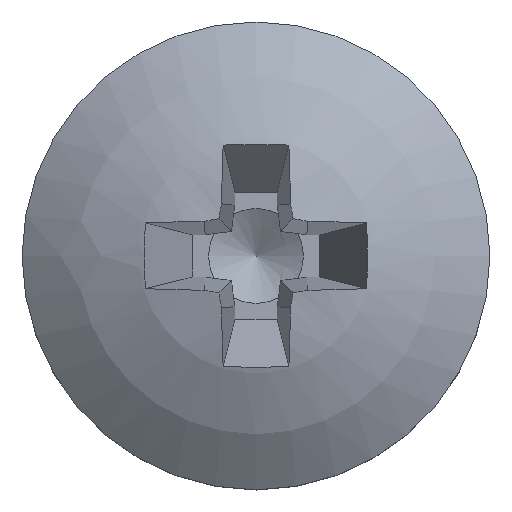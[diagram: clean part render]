
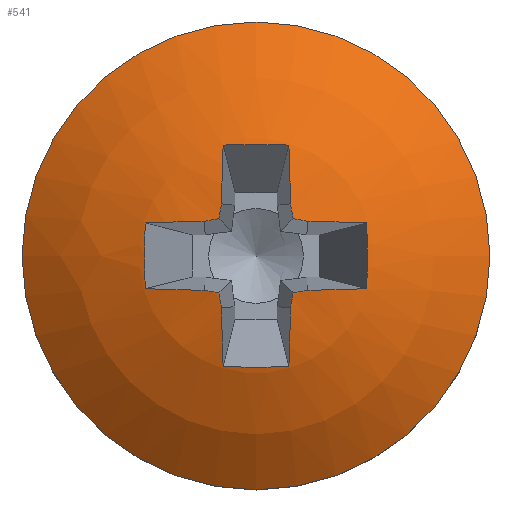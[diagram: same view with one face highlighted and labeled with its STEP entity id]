
A CAD part, top view. The second image highlights one B-rep face of the part: STEP entity #541.
In plain terms, the highlighted spherical face has radius 3.2 mm.
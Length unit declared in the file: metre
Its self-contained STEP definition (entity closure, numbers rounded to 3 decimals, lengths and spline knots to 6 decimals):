
#32=SPHERICAL_SURFACE('',#591,0.0032);
#159=ORIENTED_EDGE('',*,*,#315,.T.);
#160=ORIENTED_EDGE('',*,*,#316,.T.);
#161=ORIENTED_EDGE('',*,*,#317,.F.);
#162=ORIENTED_EDGE('',*,*,#318,.F.);
#163=ORIENTED_EDGE('',*,*,#319,.F.);
#164=ORIENTED_EDGE('',*,*,#320,.T.);
#165=ORIENTED_EDGE('',*,*,#321,.T.);
#166=ORIENTED_EDGE('',*,*,#322,.F.);
#167=ORIENTED_EDGE('',*,*,#323,.T.);
#168=ORIENTED_EDGE('',*,*,#324,.T.);
#169=ORIENTED_EDGE('',*,*,#325,.F.);
#170=ORIENTED_EDGE('',*,*,#326,.T.);
#171=ORIENTED_EDGE('',*,*,#327,.F.);
#172=ORIENTED_EDGE('',*,*,#328,.T.);
#173=ORIENTED_EDGE('',*,*,#329,.T.);
#174=ORIENTED_EDGE('',*,*,#330,.F.);
#175=ORIENTED_EDGE('',*,*,#331,.T.);
#176=ORIENTED_EDGE('',*,*,#332,.F.);
#177=ORIENTED_EDGE('',*,*,#333,.F.);
#178=ORIENTED_EDGE('',*,*,#334,.F.);
#179=ORIENTED_EDGE('',*,*,#335,.F.);
#315=EDGE_CURVE('',#393,#394,#433,.F.);
#316=EDGE_CURVE('',#394,#395,#434,.F.);
#317=EDGE_CURVE('',#396,#395,#435,.T.);
#318=EDGE_CURVE('',#397,#396,#436,.T.);
#319=EDGE_CURVE('',#398,#397,#437,.T.);
#320=EDGE_CURVE('',#398,#399,#438,.F.);
#321=EDGE_CURVE('',#399,#400,#439,.F.);
#322=EDGE_CURVE('',#401,#400,#440,.T.);
#323=EDGE_CURVE('',#401,#402,#441,.F.);
#324=EDGE_CURVE('',#402,#403,#442,.F.);
#325=EDGE_CURVE('',#404,#403,#443,.T.);
#326=EDGE_CURVE('',#404,#405,#444,.F.);
#327=EDGE_CURVE('',#406,#405,#445,.T.);
#328=EDGE_CURVE('',#406,#407,#446,.F.);
#329=EDGE_CURVE('',#407,#408,#447,.F.);
#330=EDGE_CURVE('',#409,#408,#448,.T.);
#331=EDGE_CURVE('',#409,#410,#449,.F.);
#332=EDGE_CURVE('',#411,#410,#450,.T.);
#333=EDGE_CURVE('',#412,#411,#451,.T.);
#334=EDGE_CURVE('',#393,#412,#452,.T.);
#335=EDGE_CURVE('',#413,#413,#453,.T.);
#393=VERTEX_POINT('',#857);
#394=VERTEX_POINT('',#858);
#395=VERTEX_POINT('',#860);
#396=VERTEX_POINT('',#862);
#397=VERTEX_POINT('',#864);
#398=VERTEX_POINT('',#866);
#399=VERTEX_POINT('',#868);
#400=VERTEX_POINT('',#870);
#401=VERTEX_POINT('',#872);
#402=VERTEX_POINT('',#874);
#403=VERTEX_POINT('',#876);
#404=VERTEX_POINT('',#878);
#405=VERTEX_POINT('',#880);
#406=VERTEX_POINT('',#882);
#407=VERTEX_POINT('',#884);
#408=VERTEX_POINT('',#886);
#409=VERTEX_POINT('',#888);
#410=VERTEX_POINT('',#890);
#411=VERTEX_POINT('',#892);
#412=VERTEX_POINT('',#894);
#413=VERTEX_POINT('',#897);
#433=CIRCLE('',#592,0.003199);
#434=CIRCLE('',#593,0.0032);
#435=CIRCLE('',#594,0.0032);
#436=CIRCLE('',#595,0.003199);
#437=CIRCLE('',#596,0.003161);
#438=CIRCLE('',#597,0.003199);
#439=CIRCLE('',#598,0.0032);
#440=CIRCLE('',#599,0.0032);
#441=CIRCLE('',#600,0.003199);
#442=CIRCLE('',#601,0.003161);
#443=CIRCLE('',#602,0.003199);
#444=CIRCLE('',#603,0.0032);
#445=CIRCLE('',#604,0.0032);
#446=CIRCLE('',#605,0.003199);
#447=CIRCLE('',#606,0.003161);
#448=CIRCLE('',#607,0.003199);
#449=CIRCLE('',#608,0.0032);
#450=CIRCLE('',#609,0.0032);
#451=CIRCLE('',#610,0.003199);
#452=CIRCLE('',#611,0.003161);
#453=CIRCLE('',#612,0.002);
#463=EDGE_LOOP('',(#159,#160,#161,#162,#163,#164,#165,#166,#167,#168,#169,
#170,#171,#172,#173,#174,#175,#176,#177,#178));
#464=EDGE_LOOP('',(#179));
#501=FACE_BOUND('',#463,.T.);
#502=FACE_BOUND('',#464,.T.);
#541=ADVANCED_FACE('',(#501,#502),#32,.T.);
#591=AXIS2_PLACEMENT_3D('',#855,#679,#680);
#592=AXIS2_PLACEMENT_3D('',#856,#681,#682);
#593=AXIS2_PLACEMENT_3D('',#859,#683,#684);
#594=AXIS2_PLACEMENT_3D('',#861,#685,#686);
#595=AXIS2_PLACEMENT_3D('',#863,#687,#688);
#596=AXIS2_PLACEMENT_3D('',#865,#689,#690);
#597=AXIS2_PLACEMENT_3D('',#867,#691,#692);
#598=AXIS2_PLACEMENT_3D('',#869,#693,#694);
#599=AXIS2_PLACEMENT_3D('',#871,#695,#696);
#600=AXIS2_PLACEMENT_3D('',#873,#697,#698);
#601=AXIS2_PLACEMENT_3D('',#875,#699,#700);
#602=AXIS2_PLACEMENT_3D('',#877,#701,#702);
#603=AXIS2_PLACEMENT_3D('',#879,#703,#704);
#604=AXIS2_PLACEMENT_3D('',#881,#705,#706);
#605=AXIS2_PLACEMENT_3D('',#883,#707,#708);
#606=AXIS2_PLACEMENT_3D('',#885,#709,#710);
#607=AXIS2_PLACEMENT_3D('',#887,#711,#712);
#608=AXIS2_PLACEMENT_3D('',#889,#713,#714);
#609=AXIS2_PLACEMENT_3D('',#891,#715,#716);
#610=AXIS2_PLACEMENT_3D('',#893,#717,#718);
#611=AXIS2_PLACEMENT_3D('',#895,#719,#720);
#612=AXIS2_PLACEMENT_3D('',#896,#721,#722);
#679=DIRECTION('',(0.,0.,-1.));
#680=DIRECTION('',(-1.,0.,0.));
#681=DIRECTION('',(0.,0.993,0.122));
#682=DIRECTION('',(0.,-0.122,0.993));
#683=DIRECTION('',(-0.16,0.98,0.122));
#684=DIRECTION('',(-0.987,-0.161,0.));
#685=DIRECTION('',(-0.98,0.16,0.122));
#686=DIRECTION('',(-0.161,-0.987,0.));
#687=DIRECTION('',(-0.993,0.,0.122));
#688=DIRECTION('',(0.122,0.,0.993));
#689=DIRECTION('',(0.,0.896,0.443));
#690=DIRECTION('',(0.,-0.443,0.896));
#691=DIRECTION('',(0.993,0.,0.122));
#692=DIRECTION('',(0.122,0.,-0.993));
#693=DIRECTION('',(0.98,0.16,0.122));
#694=DIRECTION('',(-0.161,0.987,0.));
#695=DIRECTION('',(0.16,0.98,0.122));
#696=DIRECTION('',(-0.987,0.161,0.));
#697=DIRECTION('',(0.,0.993,0.122));
#698=DIRECTION('',(0.,-0.122,0.993));
#699=DIRECTION('',(0.896,0.,0.443));
#700=DIRECTION('',(0.443,0.,-0.896));
#701=DIRECTION('',(0.,-0.993,0.122));
#702=DIRECTION('',(0.,-0.122,-0.993));
#703=DIRECTION('',(0.16,-0.98,0.122));
#704=DIRECTION('',(0.987,0.161,0.));
#705=DIRECTION('',(0.98,-0.16,0.122));
#706=DIRECTION('',(0.161,0.987,0.));
#707=DIRECTION('',(0.993,0.,0.122));
#708=DIRECTION('',(0.122,0.,-0.993));
#709=DIRECTION('',(0.,-0.896,0.443));
#710=DIRECTION('',(0.,-0.443,-0.896));
#711=DIRECTION('',(-0.993,0.,0.122));
#712=DIRECTION('',(0.122,0.,0.993));
#713=DIRECTION('',(-0.98,-0.16,0.122));
#714=DIRECTION('',(0.161,-0.987,0.));
#715=DIRECTION('',(-0.16,-0.98,0.122));
#716=DIRECTION('',(0.987,-0.161,0.));
#717=DIRECTION('',(0.,-0.993,0.122));
#718=DIRECTION('',(0.,-0.122,-0.993));
#719=DIRECTION('',(-0.896,0.,0.443));
#720=DIRECTION('',(0.443,0.,0.896));
#721=DIRECTION('',(0.,0.,-1.));
#722=DIRECTION('',(-1.,0.,0.));
#855=CARTESIAN_POINT('',(0.,0.,-0.0032));
#856=CARTESIAN_POINT('',(0.,0.000091,-0.003189));
#857=CARTESIAN_POINT('',(0.000947,-0.000281,-0.000156));
#858=CARTESIAN_POINT('',(0.000444,-0.000295,-0.000045));
#859=CARTESIAN_POINT('',(-0.000004,0.000024,-0.003197));
#860=CARTESIAN_POINT('',(0.000317,-0.000317,-0.000032));
#861=CARTESIAN_POINT('',(-0.000024,0.000004,-0.003197));
#862=CARTESIAN_POINT('',(0.000295,-0.000444,-0.000045));
#863=CARTESIAN_POINT('',(-0.000091,0.,-0.003189));
#864=CARTESIAN_POINT('',(0.000281,-0.000947,-0.000156));
#865=CARTESIAN_POINT('',(0.,0.000448,-0.002979));
#866=CARTESIAN_POINT('',(-0.000281,-0.000947,-0.000156));
#867=CARTESIAN_POINT('',(0.000091,0.,-0.003189));
#868=CARTESIAN_POINT('',(-0.000295,-0.000444,-0.000045));
#869=CARTESIAN_POINT('',(0.000024,0.000004,-0.003197));
#870=CARTESIAN_POINT('',(-0.000317,-0.000317,-0.000032));
#871=CARTESIAN_POINT('',(0.000004,0.000024,-0.003197));
#872=CARTESIAN_POINT('',(-0.000444,-0.000295,-0.000045));
#873=CARTESIAN_POINT('',(0.,0.000091,-0.003189));
#874=CARTESIAN_POINT('',(-0.000947,-0.000281,-0.000156));
#875=CARTESIAN_POINT('',(0.000448,0.,-0.002979));
#876=CARTESIAN_POINT('',(-0.000947,0.000281,-0.000156));
#877=CARTESIAN_POINT('',(0.,-0.000091,-0.003189));
#878=CARTESIAN_POINT('',(-0.000444,0.000295,-0.000045));
#879=CARTESIAN_POINT('',(0.000004,-0.000024,-0.003197));
#880=CARTESIAN_POINT('',(-0.000317,0.000317,-0.000032));
#881=CARTESIAN_POINT('',(0.000024,-0.000004,-0.003197));
#882=CARTESIAN_POINT('',(-0.000295,0.000444,-0.000045));
#883=CARTESIAN_POINT('',(0.000091,0.,-0.003189));
#884=CARTESIAN_POINT('',(-0.000281,0.000947,-0.000156));
#885=CARTESIAN_POINT('',(0.,-0.000448,-0.002979));
#886=CARTESIAN_POINT('',(0.000281,0.000947,-0.000156));
#887=CARTESIAN_POINT('',(-0.000091,0.,-0.003189));
#888=CARTESIAN_POINT('',(0.000295,0.000444,-0.000045));
#889=CARTESIAN_POINT('',(-0.000024,-0.000004,-0.003197));
#890=CARTESIAN_POINT('',(0.000317,0.000317,-0.000032));
#891=CARTESIAN_POINT('',(-0.000004,-0.000024,-0.003197));
#892=CARTESIAN_POINT('',(0.000444,0.000295,-0.000045));
#893=CARTESIAN_POINT('',(0.,-0.000091,-0.003189));
#894=CARTESIAN_POINT('',(0.000947,0.000281,-0.000156));
#895=CARTESIAN_POINT('',(-0.000448,0.,-0.002979));
#896=CARTESIAN_POINT('',(0.,0.,-0.000702));
#897=CARTESIAN_POINT('',(-0.002,0.,-0.000702));
